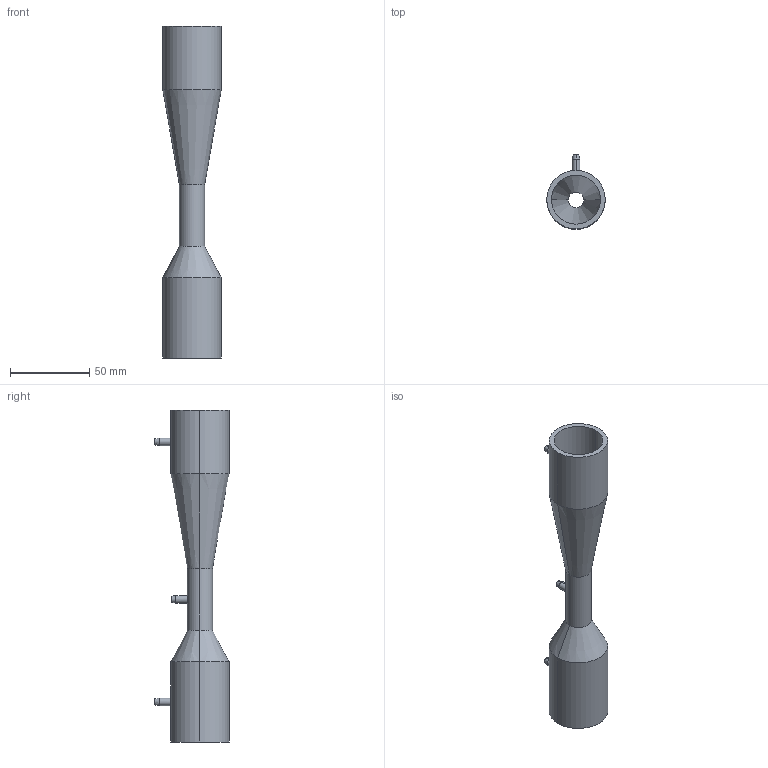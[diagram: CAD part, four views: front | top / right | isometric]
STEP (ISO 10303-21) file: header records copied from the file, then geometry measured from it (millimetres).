
FILE_DESCRIPTION (( 'STEP AP203' ), '1' );
FILE_NAME ('Venturi_1_new.STEP', '2024-10-31T15:39:41', ( '' ), ( '' ), 'SwSTEP 2.0', 'SolidWorks 2023', '' );
FILE_SCHEMA (( 'CONFIG_CONTROL_DESIGN' ));
Length unit declared in the file: millimetre
Products named in the file (1): Venturi_1_new
Bounding box: 37 x 47 x 210 mm (x, y, z)
Volume: 52764.8 mm3; surface area: 36271.7 mm2
Topology: 2 solids, 2 shells, 48 faces, 102 edges, 60 vertices
Faces by surface type: cylinder 26, cone 16, plane 6
Entity records: 1599 total; most frequent: CARTESIAN_POINT 457, DIRECTION 236, ORIENTED_EDGE 204, EDGE_CURVE 102, AXIS2_PLACEMENT_3D 97, VERTEX_POINT 60, EDGE_LOOP 60, ADVANCED_FACE 48
